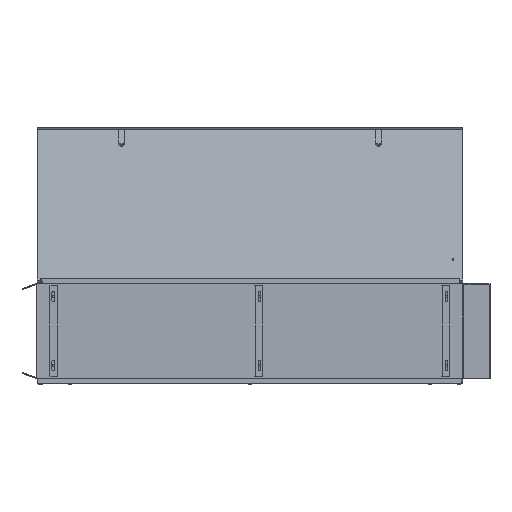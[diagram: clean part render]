
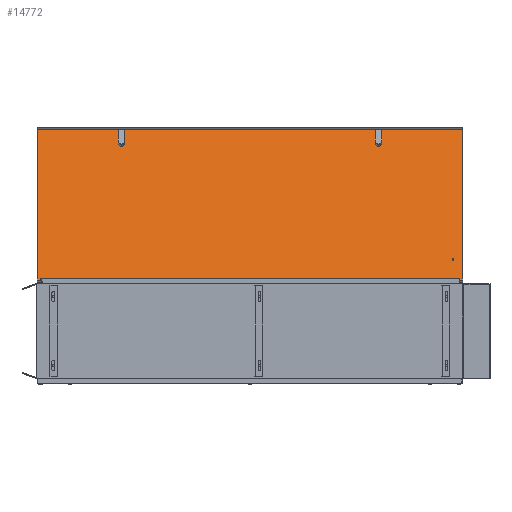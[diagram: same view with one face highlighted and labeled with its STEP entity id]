
A CAD part, left-side view. The second image highlights one B-rep face of the part: STEP entity #14772.
In plain terms, the highlighted face is planar.
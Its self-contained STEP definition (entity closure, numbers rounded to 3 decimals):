
#517 = CARTESIAN_POINT ( 'NONE',  ( 296., -796., -1. ) ) ;
#866 = EDGE_LOOP ( 'NONE', ( #16514, #20277 ) ) ;
#1025 = FACE_OUTER_BOUND ( 'NONE', #6110, .T. ) ;
#1046 = DIRECTION ( 'NONE',  ( 1., 0., 0. ) ) ;
#1191 = AXIS2_PLACEMENT_3D ( 'NONE', #20520, #15276, #1046 ) ;
#1454 = LINE ( 'NONE', #2422, #17641 ) ;
#1463 = CARTESIAN_POINT ( 'NONE',  ( -242., 482., -1. ) ) ;
#1610 = DIRECTION ( 'NONE',  ( 0., 0., -1. ) ) ;
#1779 = CARTESIAN_POINT ( 'NONE',  ( 0., -796., -1. ) ) ;
#2034 = EDGE_CURVE ( 'NONE', #10348, #9729, #2136, .T. ) ;
#2136 = CIRCLE ( 'NONE', #10027, 11.5 ) ;
#2422 = CARTESIAN_POINT ( 'NONE',  ( -296., 0., -1. ) ) ;
#2613 = CARTESIAN_POINT ( 'NONE',  ( -230.5, -482., -1. ) ) ;
#2635 = EDGE_CURVE ( 'NONE', #9729, #10348, #10584, .T. ) ;
#3727 = CARTESIAN_POINT ( 'NONE',  ( -296., -796., -1. ) ) ;
#3826 = ORIENTED_EDGE ( 'NONE', *, *, #11565, .F. ) ;
#4011 = DIRECTION ( 'NONE',  ( 0., -1., 0. ) ) ;
#4156 = CARTESIAN_POINT ( 'NONE',  ( -253.5, 482., -1. ) ) ;
#4174 = CARTESIAN_POINT ( 'NONE',  ( -242., -482., -1. ) ) ;
#4503 = VECTOR ( 'NONE', #17000, 1000. ) ;
#4670 = CARTESIAN_POINT ( 'NONE',  ( 296., 796., -1. ) ) ;
#4931 = EDGE_CURVE ( 'NONE', #12678, #15900, #15160, .T. ) ;
#5054 = CIRCLE ( 'NONE', #5931, 11.5 ) ;
#5819 = DIRECTION ( 'NONE',  ( 0., 0., -1. ) ) ;
#5931 = AXIS2_PLACEMENT_3D ( 'NONE', #16115, #9928, #11864 ) ;
#6110 = EDGE_LOOP ( 'NONE', ( #6664, #14165, #19050, #11094 ) ) ;
#6421 = DIRECTION ( 'NONE',  ( 1., 0., 0. ) ) ;
#6472 = AXIS2_PLACEMENT_3D ( 'NONE', #7885, #1610, #12600 ) ;
#6644 = VERTEX_POINT ( 'NONE', #11049 ) ;
#6664 = ORIENTED_EDGE ( 'NONE', *, *, #11013, .F. ) ;
#7064 = DIRECTION ( 'NONE',  ( 0., 0., 1. ) ) ;
#7345 = FACE_BOUND ( 'NONE', #8211, .T. ) ;
#7885 = CARTESIAN_POINT ( 'NONE',  ( 212., -762., -1. ) ) ;
#8139 = DIRECTION ( 'NONE',  ( 0., 1., 0. ) ) ;
#8172 = VERTEX_POINT ( 'NONE', #20514 ) ;
#8211 = EDGE_LOOP ( 'NONE', ( #19496, #3826 ) ) ;
#8398 = CARTESIAN_POINT ( 'NONE',  ( 0., 0., -1. ) ) ;
#8675 = CIRCLE ( 'NONE', #6472, 3. ) ;
#9099 = CARTESIAN_POINT ( 'NONE',  ( -296., 796., -1. ) ) ;
#9168 = DIRECTION ( 'NONE',  ( 1., 0., 0. ) ) ;
#9582 = ORIENTED_EDGE ( 'NONE', *, *, #2034, .T. ) ;
#9729 = VERTEX_POINT ( 'NONE', #2613 ) ;
#9928 = DIRECTION ( 'NONE',  ( 0., 0., 1. ) ) ;
#9961 = CARTESIAN_POINT ( 'NONE',  ( 296., 0., -1. ) ) ;
#10027 = AXIS2_PLACEMENT_3D ( 'NONE', #4174, #20145, #15194 ) ;
#10348 = VERTEX_POINT ( 'NONE', #11390 ) ;
#10433 = AXIS2_PLACEMENT_3D ( 'NONE', #1463, #17257, #6421 ) ;
#10584 = CIRCLE ( 'NONE', #1191, 11.5 ) ;
#10687 = EDGE_CURVE ( 'NONE', #6644, #8172, #15877, .T. ) ;
#10697 = CARTESIAN_POINT ( 'NONE',  ( -230.5, 482., -1. ) ) ;
#10949 = ORIENTED_EDGE ( 'NONE', *, *, #2635, .T. ) ;
#11013 = EDGE_CURVE ( 'NONE', #15900, #15717, #1454, .T. ) ;
#11049 = CARTESIAN_POINT ( 'NONE',  ( 215., -762., -1. ) ) ;
#11094 = ORIENTED_EDGE ( 'NONE', *, *, #18209, .F. ) ;
#11157 = EDGE_CURVE ( 'NONE', #15074, #12335, #11687, .T. ) ;
#11390 = CARTESIAN_POINT ( 'NONE',  ( -253.5, -482., -1. ) ) ;
#11521 = FACE_BOUND ( 'NONE', #13964, .T. ) ;
#11565 = EDGE_CURVE ( 'NONE', #8172, #6644, #8675, .T. ) ;
#11687 = CIRCLE ( 'NONE', #10433, 11.5 ) ;
#11864 = DIRECTION ( 'NONE',  ( 1., 0., 0. ) ) ;
#12150 = CARTESIAN_POINT ( 'NONE',  ( 0., 796., -1. ) ) ;
#12335 = VERTEX_POINT ( 'NONE', #10697 ) ;
#12600 = DIRECTION ( 'NONE',  ( 1., 0., 0. ) ) ;
#12678 = VERTEX_POINT ( 'NONE', #4670 ) ;
#12765 = DIRECTION ( 'NONE',  ( 1., 0., 0. ) ) ;
#13774 = CARTESIAN_POINT ( 'NONE',  ( 212., -762., -1. ) ) ;
#13964 = EDGE_LOOP ( 'NONE', ( #10949, #9582 ) ) ;
#14165 = ORIENTED_EDGE ( 'NONE', *, *, #4931, .F. ) ;
#14216 = VECTOR ( 'NONE', #8139, 1000. ) ;
#14573 = EDGE_CURVE ( 'NONE', #12335, #15074, #5054, .T. ) ;
#14772 = ADVANCED_FACE ( 'NONE', ( #11521, #18196, #1025, #7345 ), #14978, .F. ) ;
#14978 = PLANE ( 'NONE',  #17940 ) ;
#14988 = LINE ( 'NONE', #9961, #14216 ) ;
#15074 = VERTEX_POINT ( 'NONE', #4156 ) ;
#15160 = LINE ( 'NONE', #12150, #4503 ) ;
#15194 = DIRECTION ( 'NONE',  ( 1., 0., 0. ) ) ;
#15276 = DIRECTION ( 'NONE',  ( 0., 0., 1. ) ) ;
#15717 = VERTEX_POINT ( 'NONE', #3727 ) ;
#15757 = VERTEX_POINT ( 'NONE', #517 ) ;
#15877 = CIRCLE ( 'NONE', #17877, 3. ) ;
#15900 = VERTEX_POINT ( 'NONE', #9099 ) ;
#16115 = CARTESIAN_POINT ( 'NONE',  ( -242., 482., -1. ) ) ;
#16514 = ORIENTED_EDGE ( 'NONE', *, *, #14573, .T. ) ;
#17000 = DIRECTION ( 'NONE',  ( -1., 0., 0. ) ) ;
#17257 = DIRECTION ( 'NONE',  ( 0., 0., 1. ) ) ;
#17469 = VECTOR ( 'NONE', #12765, 1000. ) ;
#17641 = VECTOR ( 'NONE', #4011, 1000. ) ;
#17663 = EDGE_CURVE ( 'NONE', #15757, #12678, #14988, .T. ) ;
#17877 = AXIS2_PLACEMENT_3D ( 'NONE', #13774, #5819, #9168 ) ;
#17940 = AXIS2_PLACEMENT_3D ( 'NONE', #8398, #7064, #19581 ) ;
#18196 = FACE_BOUND ( 'NONE', #866, .T. ) ;
#18209 = EDGE_CURVE ( 'NONE', #15717, #15757, #20173, .T. ) ;
#19050 = ORIENTED_EDGE ( 'NONE', *, *, #17663, .F. ) ;
#19496 = ORIENTED_EDGE ( 'NONE', *, *, #10687, .F. ) ;
#19581 = DIRECTION ( 'NONE',  ( 1., 0., 0. ) ) ;
#20145 = DIRECTION ( 'NONE',  ( 0., 0., 1. ) ) ;
#20173 = LINE ( 'NONE', #1779, #17469 ) ;
#20277 = ORIENTED_EDGE ( 'NONE', *, *, #11157, .T. ) ;
#20514 = CARTESIAN_POINT ( 'NONE',  ( 209., -762., -1. ) ) ;
#20520 = CARTESIAN_POINT ( 'NONE',  ( -242., -482., -1. ) ) ;
